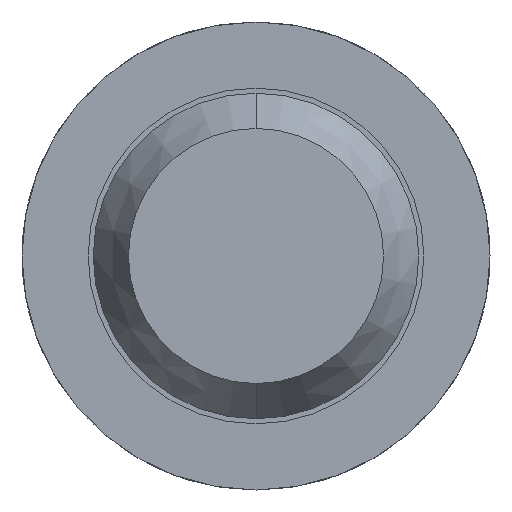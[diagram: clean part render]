
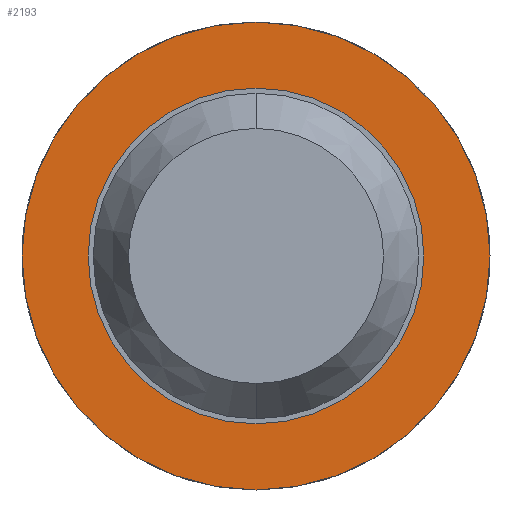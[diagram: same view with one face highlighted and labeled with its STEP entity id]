
A CAD part, front view. The second image highlights one B-rep face of the part: STEP entity #2193.
In plain terms, the highlighted planar face has unit normal (0, -1, 0).
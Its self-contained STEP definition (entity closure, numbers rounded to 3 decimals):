
#6 = DIRECTION ( 'NONE',  ( 0., 0., 1. ) ) ;
#289 = CARTESIAN_POINT ( 'NONE',  ( 0., -1.7, -1.15 ) ) ;
#319 = CARTESIAN_POINT ( 'NONE',  ( 0., -1.7, 1.15 ) ) ;
#418 = AXIS2_PLACEMENT_3D ( 'NONE', #503, #822, #524 ) ;
#503 = CARTESIAN_POINT ( 'NONE',  ( 0., -1.7, 0. ) ) ;
#507 = EDGE_CURVE ( 'Defeature ausgef�hrt2_14+Defeature ausgef�hrt2_13+Defeature ausgef�hrt2_13+Defeature ausgef�hrt2_13', #606, #2274, #3058, .T. ) ;
#524 = DIRECTION ( 'NONE',  ( 0., 0., 1. ) ) ;
#606 = VERTEX_POINT ( 'NONE', #1183 ) ;
#700 = EDGE_CURVE ( 'Defeature ausgef�hrt2_10+Defeature ausgef�hrt2_14+Defeature ausgef�hrt2_14+Defeature ausgef�hrt2_14', #1466, #4102, #1283, .T. ) ;
#822 = DIRECTION ( 'NONE',  ( 0., 1., 0. ) ) ;
#1125 = AXIS2_PLACEMENT_3D ( 'NONE', #3180, #3567, #6 ) ;
#1126 = EDGE_CURVE ( 'Defeature ausgef�hrt2_14+Defeature ausgef�hrt2_13+Defeature ausgef�hrt2_13+Defeature ausgef�hrt2_13', #2274, #606, #3187, .T. ) ;
#1183 = CARTESIAN_POINT ( 'NONE',  ( 0., -1.7, -0.825 ) ) ;
#1223 = AXIS2_PLACEMENT_3D ( 'NONE', #3272, #3599, #3869 ) ;
#1258 = DIRECTION ( 'NONE',  ( 0., 1., 0. ) ) ;
#1283 = CIRCLE ( 'NONE', #1125, 1.15 ) ;
#1330 = CARTESIAN_POINT ( 'NONE',  ( 0., -1.7, 0.825 ) ) ;
#1397 = AXIS2_PLACEMENT_3D ( 'NONE', #3044, #4015, #3703 ) ;
#1466 = VERTEX_POINT ( 'NONE', #319 ) ;
#1568 = EDGE_CURVE ( 'Defeature ausgef�hrt2_10+Defeature ausgef�hrt2_14+Defeature ausgef�hrt2_14+Defeature ausgef�hrt2_14', #4102, #1466, #2904, .T. ) ;
#1822 = FACE_OUTER_BOUND ( 'NONE', #2545, .T. ) ;
#2193 = ADVANCED_FACE ( 'Defeature ausgef�hrt2_14', ( #1822, #3515 ), #3466, .F. ) ;
#2213 = ORIENTED_EDGE ( 'NONE', *, *, #700, .F. ) ;
#2221 = CARTESIAN_POINT ( 'NONE',  ( 0.825, -1.7, 0. ) ) ;
#2274 = VERTEX_POINT ( 'NONE', #1330 ) ;
#2545 = EDGE_LOOP ( 'NONE', ( #2213, #3568 ) ) ;
#2760 = ORIENTED_EDGE ( 'NONE', *, *, #1126, .T. ) ;
#2904 = CIRCLE ( 'NONE', #1223, 1.15 ) ;
#3044 = CARTESIAN_POINT ( 'NONE',  ( 0., -1.7, 0. ) ) ;
#3058 = CIRCLE ( 'NONE', #418, 0.825 ) ;
#3151 = ORIENTED_EDGE ( 'NONE', *, *, #507, .T. ) ;
#3180 = CARTESIAN_POINT ( 'NONE',  ( 0., -1.7, 0. ) ) ;
#3187 = CIRCLE ( 'NONE', #1397, 0.825 ) ;
#3272 = CARTESIAN_POINT ( 'NONE',  ( 0., -1.7, 0. ) ) ;
#3466 = PLANE ( 'NONE',  #3614 ) ;
#3515 = FACE_BOUND ( 'NONE', #4059, .T. ) ;
#3567 = DIRECTION ( 'NONE',  ( 0., 1., 0. ) ) ;
#3568 = ORIENTED_EDGE ( 'NONE', *, *, #1568, .F. ) ;
#3599 = DIRECTION ( 'NONE',  ( 0., 1., 0. ) ) ;
#3614 = AXIS2_PLACEMENT_3D ( 'NONE', #2221, #1258, #4075 ) ;
#3703 = DIRECTION ( 'NONE',  ( 0., 0., 1. ) ) ;
#3869 = DIRECTION ( 'NONE',  ( 0., 0., 1. ) ) ;
#4015 = DIRECTION ( 'NONE',  ( 0., 1., 0. ) ) ;
#4059 = EDGE_LOOP ( 'NONE', ( #2760, #3151 ) ) ;
#4075 = DIRECTION ( 'NONE',  ( 0., 0., 1. ) ) ;
#4102 = VERTEX_POINT ( 'NONE', #289 ) ;
